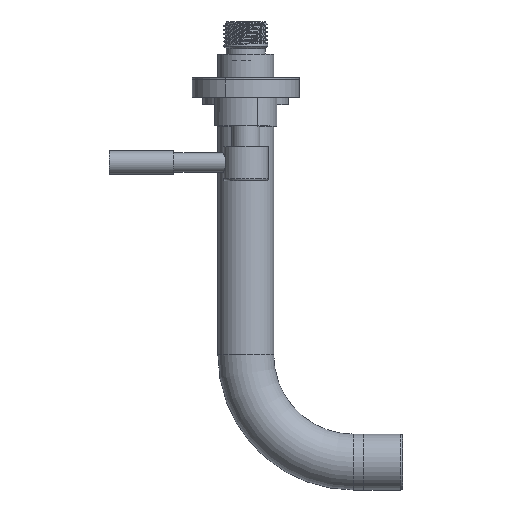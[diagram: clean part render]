
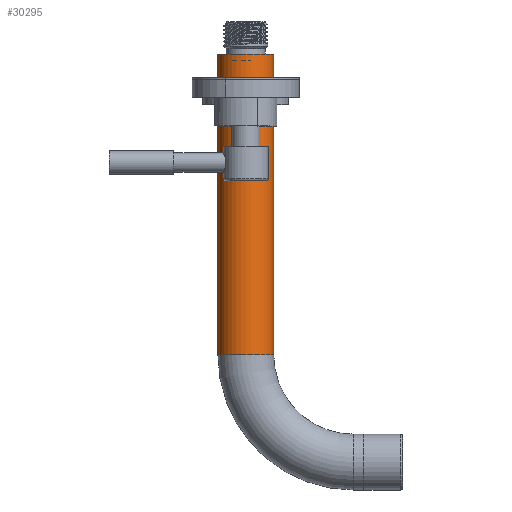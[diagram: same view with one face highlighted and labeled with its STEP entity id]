
A CAD part, left-side view. The second image highlights one B-rep face of the part: STEP entity #30295.
In plain terms, the highlighted cylindrical face has radius 13 mm (diameter 26 mm), a partial arc.
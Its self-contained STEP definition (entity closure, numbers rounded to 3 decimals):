
#3725 = CARTESIAN_POINT ( 'NONE',  ( 27., 0., 0. ) ) ;
#5322 = CARTESIAN_POINT ( 'NONE',  ( 27., 0., 13. ) ) ;
#5401 = LINE ( 'NONE', #67354, #62861 ) ;
#5891 = CIRCLE ( 'NONE', #78866, 13. ) ;
#6282 = ORIENTED_EDGE ( 'NONE', *, *, #34063, .F. ) ;
#6697 = LINE ( 'NONE', #39895, #36004 ) ;
#11555 = CARTESIAN_POINT ( 'NONE',  ( 167., 0., -13. ) ) ;
#13718 = DIRECTION ( 'NONE',  ( 0., 0., -1. ) ) ;
#14147 = DIRECTION ( 'NONE',  ( -1., 0., 0. ) ) ;
#17248 = EDGE_CURVE ( 'NONE', #66505, #44336, #5891, .T. ) ;
#19774 = EDGE_CURVE ( 'NONE', #44271, #66505, #5401, .T. ) ;
#20414 = CYLINDRICAL_SURFACE ( 'NONE', #53115, 13. ) ;
#20824 = CARTESIAN_POINT ( 'NONE',  ( 167., 0., 13. ) ) ;
#21632 = DIRECTION ( 'NONE',  ( -1., 0., 0. ) ) ;
#23982 = VERTEX_POINT ( 'NONE', #20824 ) ;
#24310 = ORIENTED_EDGE ( 'NONE', *, *, #19774, .T. ) ;
#30295 = ADVANCED_FACE ( 'NONE', ( #78589 ), #20414, .T. ) ;
#30717 = DIRECTION ( 'NONE',  ( -1., 0., 0. ) ) ;
#32441 = DIRECTION ( 'NONE',  ( 0., 0., 1. ) ) ;
#34063 = EDGE_CURVE ( 'NONE', #23982, #44336, #6697, .T. ) ;
#36004 = VECTOR ( 'NONE', #14147, 1000. ) ;
#38645 = CARTESIAN_POINT ( 'NONE',  ( 167., 0., 0. ) ) ;
#39895 = CARTESIAN_POINT ( 'NONE',  ( 167., 0., 13. ) ) ;
#41710 = EDGE_CURVE ( 'NONE', #44271, #23982, #54406, .T. ) ;
#44271 = VERTEX_POINT ( 'NONE', #11555 ) ;
#44336 = VERTEX_POINT ( 'NONE', #5322 ) ;
#49063 = AXIS2_PLACEMENT_3D ( 'NONE', #38645, #56969, #13718 ) ;
#50948 = CARTESIAN_POINT ( 'NONE',  ( 27., 0., -13. ) ) ;
#53115 = AXIS2_PLACEMENT_3D ( 'NONE', #64084, #21632, #32441 ) ;
#53211 = ORIENTED_EDGE ( 'NONE', *, *, #17248, .T. ) ;
#53677 = ORIENTED_EDGE ( 'NONE', *, *, #41710, .F. ) ;
#54406 = CIRCLE ( 'NONE', #49063, 13. ) ;
#56969 = DIRECTION ( 'NONE',  ( 1., 0., 0. ) ) ;
#62861 = VECTOR ( 'NONE', #30717, 1000. ) ;
#64084 = CARTESIAN_POINT ( 'NONE',  ( 167., 0., 0. ) ) ;
#64610 = EDGE_LOOP ( 'NONE', ( #53677, #24310, #53211, #6282 ) ) ;
#66505 = VERTEX_POINT ( 'NONE', #50948 ) ;
#67354 = CARTESIAN_POINT ( 'NONE',  ( 167., 0., -13. ) ) ;
#72735 = DIRECTION ( 'NONE',  ( 1., 0., 0. ) ) ;
#73580 = DIRECTION ( 'NONE',  ( 0., 0., -1. ) ) ;
#78589 = FACE_OUTER_BOUND ( 'NONE', #64610, .T. ) ;
#78866 = AXIS2_PLACEMENT_3D ( 'NONE', #3725, #72735, #73580 ) ;
